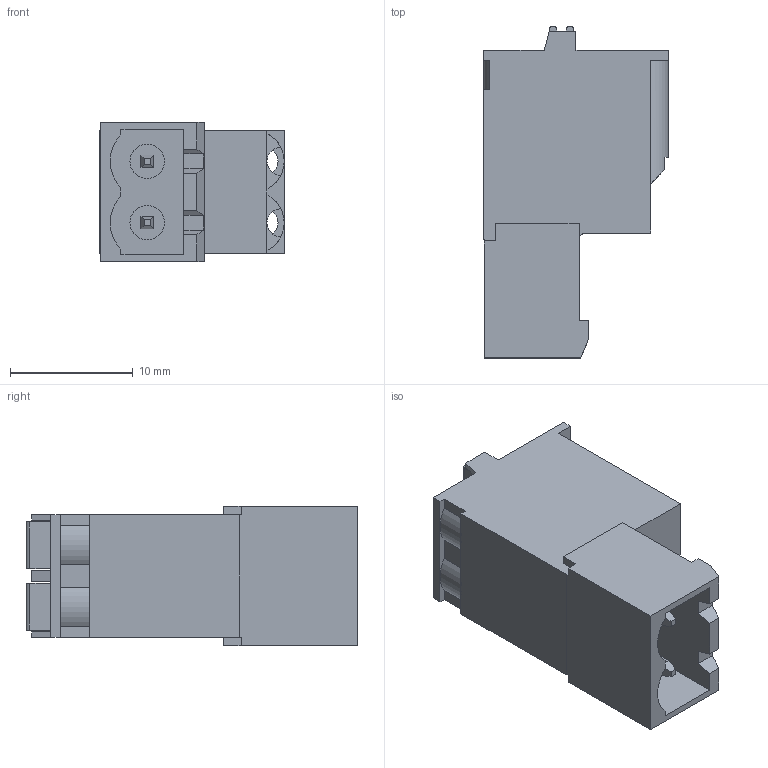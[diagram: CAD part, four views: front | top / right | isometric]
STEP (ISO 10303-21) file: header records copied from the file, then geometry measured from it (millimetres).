
FILE_DESCRIPTION((''),'2;1');
FILE_NAME('TLPHS-218-XXP','2024-10-22T10:27:01',('yanfa'),(''),'CREO PARAMETRIC BY PTC INC, 2018050','CREO PARAMETRIC BY PTC INC, 2018050','');
FILE_SCHEMA(('AUTOMOTIVE_DESIGN { 1 0 10303 214 1 1 1 1 }'));
Length unit declared in the file: millimetre
Products named in the file (1): TLPHS-218-XXP
Bounding box: 15 x 26.99 x 11.32 mm (x, y, z)
Volume: 2423.6 mm3; surface area: 2072.8 mm2
Topology: 1 solids, 1 shells, 143 faces, 382 edges, 248 vertices
Faces by surface type: plane 116, cylinder 27
Entity records: 4550 total; most frequent: CARTESIAN_POINT 833, ORIENTED_EDGE 764, DIRECTION 716, EDGE_CURVE 382, VECTOR 310, LINE 310, VERTEX_POINT 248, AXIS2_PLACEMENT_3D 203
